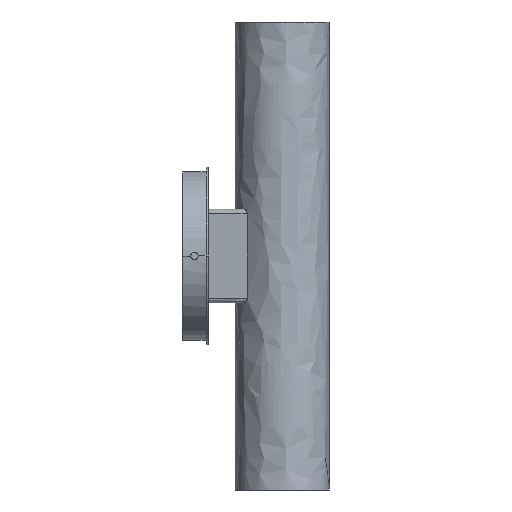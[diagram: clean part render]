
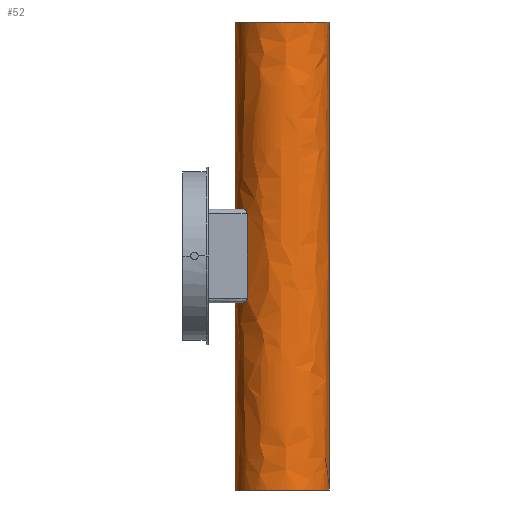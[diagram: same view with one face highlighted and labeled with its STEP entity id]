
A CAD part, left-side view. The second image highlights one B-rep face of the part: STEP entity #52.
In plain terms, the highlighted free-form (B-spline) face has degree [1, 2] with [2, 5] control points.
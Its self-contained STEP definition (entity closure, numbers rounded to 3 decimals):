
#52=ADVANCED_FACE('',(#77),#415,.T.);
#77=FACE_OUTER_BOUND('',#106,.T.);
#106=EDGE_LOOP('',(#219,#220,#221,#222,#223,#224,#225,#226,#227,#228));
#219=ORIENTED_EDGE('',*,*,#289,.T.);
#220=ORIENTED_EDGE('',*,*,#288,.F.);
#221=ORIENTED_EDGE('',*,*,#286,.T.);
#222=ORIENTED_EDGE('',*,*,#287,.T.);
#223=ORIENTED_EDGE('',*,*,#284,.T.);
#224=ORIENTED_EDGE('',*,*,#269,.F.);
#225=ORIENTED_EDGE('',*,*,#271,.F.);
#226=ORIENTED_EDGE('',*,*,#272,.F.);
#227=ORIENTED_EDGE('',*,*,#273,.F.);
#228=ORIENTED_EDGE('',*,*,#270,.F.);
#269=EDGE_CURVE('',#375,#373,#340,.T.);
#270=EDGE_CURVE('',#380,#378,#341,.T.);
#271=EDGE_CURVE('',#376,#375,#304,.T.);
#272=EDGE_CURVE('',#377,#376,#342,.T.);
#273=EDGE_CURVE('',#378,#377,#305,.T.);
#284=EDGE_CURVE('',#386,#373,#311,.T.);
#286=EDGE_CURVE('',#390,#385,#312,.T.);
#287=EDGE_CURVE('',#385,#386,#349,.T.);
#288=EDGE_CURVE('',#390,#389,#350,.T.);
#289=EDGE_CURVE('',#380,#389,#313,.T.);
#304=B_SPLINE_CURVE_WITH_KNOTS('',3,(#945,#946,#947,#948,#949,#950,#951,
#952,#953,#954,#955,#956,#957,#958,#959,#960,#961,#962,#963,#964,#965,#966),
 .UNSPECIFIED.,.F.,.F.,(4,2,2,2,2,2,2,2,2,2,4),(0.,0.351,0.703,
1.031,1.358,2.016,2.708,3.376,
4.029,4.683,5.351),.UNSPECIFIED.);
#305=B_SPLINE_CURVE_WITH_KNOTS('',3,(#970,#971,#972,#973,#974,#975,#976,
#977,#978,#979,#980,#981,#982,#983,#984,#985,#986,#987,#988,#989),
 .UNSPECIFIED.,.F.,.F.,(4,2,2,2,2,2,2,2,2,4),(0.,0.661,1.322,
1.983,2.644,3.319,3.994,4.674,
5.013,5.353),.UNSPECIFIED.);
#311=B_SPLINE_CURVE_WITH_KNOTS('',1,(#1061,#1062),.UNSPECIFIED.,.F.,.F.,
(2,2),(0.,120.),.UNSPECIFIED.);
#312=B_SPLINE_CURVE_WITH_KNOTS('',1,(#1068,#1069),.UNSPECIFIED.,.F.,.F.,
(2,2),(-300.,0.),.UNSPECIFIED.);
#313=B_SPLINE_CURVE_WITH_KNOTS('',1,(#1080,#1081),.UNSPECIFIED.,.F.,.F.,
(2,2),(180.,300.),.UNSPECIFIED.);
#340=(
BOUNDED_CURVE()
B_SPLINE_CURVE(2,(#939,#940,#941),.UNSPECIFIED.,.F.,.F.)
B_SPLINE_CURVE_WITH_KNOTS((3,3),(76.658,94.719),
 .UNSPECIFIED.)
CURVE()
GEOMETRIC_REPRESENTATION_ITEM()
RATIONAL_B_SPLINE_CURVE((1.,0.955,1.))
REPRESENTATION_ITEM('')
);
#341=(
BOUNDED_CURVE()
B_SPLINE_CURVE(2,(#942,#943,#944),.UNSPECIFIED.,.F.,.F.)
B_SPLINE_CURVE_WITH_KNOTS((3,3),(-94.719,-76.658),
 .UNSPECIFIED.)
CURVE()
GEOMETRIC_REPRESENTATION_ITEM()
RATIONAL_B_SPLINE_CURVE((1.,0.955,1.))
REPRESENTATION_ITEM('')
);
#342=(
BOUNDED_CURVE()
B_SPLINE_CURVE(2,(#967,#968,#969),.UNSPECIFIED.,.F.,.F.)
B_SPLINE_CURVE_WITH_KNOTS((3,3),(75.425,129.425),
 .UNSPECIFIED.)
CURVE()
GEOMETRIC_REPRESENTATION_ITEM()
RATIONAL_B_SPLINE_CURVE((1.,1.,1.))
REPRESENTATION_ITEM('')
);
#349=(
BOUNDED_CURVE()
B_SPLINE_CURVE(2,(#1070,#1071,#1072,#1073,#1074),.UNSPECIFIED.,.F.,.F.)
B_SPLINE_CURVE_WITH_KNOTS((3,2,3),(0.,47.36,94.719),
 .UNSPECIFIED.)
CURVE()
GEOMETRIC_REPRESENTATION_ITEM()
RATIONAL_B_SPLINE_CURVE((1.,0.707,1.,0.707,1.))
REPRESENTATION_ITEM('')
);
#350=(
BOUNDED_CURVE()
B_SPLINE_CURVE(2,(#1075,#1076,#1077,#1078,#1079),.UNSPECIFIED.,.F.,.F.)
B_SPLINE_CURVE_WITH_KNOTS((3,2,3),(0.,47.36,94.719),
 .UNSPECIFIED.)
CURVE()
GEOMETRIC_REPRESENTATION_ITEM()
RATIONAL_B_SPLINE_CURVE((1.,0.707,1.,0.707,1.))
REPRESENTATION_ITEM('')
);
#373=VERTEX_POINT('',#681);
#375=VERTEX_POINT('',#683);
#376=VERTEX_POINT('',#684);
#377=VERTEX_POINT('',#685);
#378=VERTEX_POINT('',#686);
#380=VERTEX_POINT('',#688);
#385=VERTEX_POINT('',#693);
#386=VERTEX_POINT('',#694);
#389=VERTEX_POINT('',#697);
#390=VERTEX_POINT('',#698);
#415=(
BOUNDED_SURFACE()
B_SPLINE_SURFACE(1,2,((#649,#650,#651,#652,#653),(#654,#655,#656,#657,#658)),
 .UNSPECIFIED.,.F.,.F.,.F.)
B_SPLINE_SURFACE_WITH_KNOTS((2,2),(3,2,3),(0.,300.),(-94.719,
-47.36,0.),.UNSPECIFIED.)
GEOMETRIC_REPRESENTATION_ITEM()
RATIONAL_B_SPLINE_SURFACE(((1.,0.707,1.,0.707,1.),
(1.,0.707,1.,0.707,1.)))
REPRESENTATION_ITEM('')
SURFACE()
);
#649=CARTESIAN_POINT('',(0.,30.091,300.));
#650=CARTESIAN_POINT('',(-30.15,30.091,300.));
#651=CARTESIAN_POINT('',(-30.15,-0.059,300.));
#652=CARTESIAN_POINT('',(-30.15,-30.209,300.));
#653=CARTESIAN_POINT('',(0.,-30.209,300.));
#654=CARTESIAN_POINT('',(0.,30.091,0.));
#655=CARTESIAN_POINT('',(-30.15,30.091,0.));
#656=CARTESIAN_POINT('',(-30.15,-0.059,0.));
#657=CARTESIAN_POINT('',(-30.15,-30.209,0.));
#658=CARTESIAN_POINT('',(0.,-30.209,0.));
#681=CARTESIAN_POINT('',(0.,30.091,180.));
#683=CARTESIAN_POINT('',(-17.,24.841,180.));
#684=CARTESIAN_POINT('',(-20.,22.503,177.));
#685=CARTESIAN_POINT('',(-20.,22.503,123.));
#686=CARTESIAN_POINT('',(-17.,24.841,120.));
#688=CARTESIAN_POINT('',(0.,30.091,120.));
#693=CARTESIAN_POINT('',(0.,-30.209,300.));
#694=CARTESIAN_POINT('',(0.,30.091,300.));
#697=CARTESIAN_POINT('',(0.,30.091,0.));
#698=CARTESIAN_POINT('',(0.,-30.209,0.));
#939=CARTESIAN_POINT('',(-17.,24.841,180.));
#940=CARTESIAN_POINT('',(-9.311,30.091,180.));
#941=CARTESIAN_POINT('',(0.,30.091,180.));
#942=CARTESIAN_POINT('',(0.,30.091,120.));
#943=CARTESIAN_POINT('',(-9.311,30.091,120.));
#944=CARTESIAN_POINT('',(-17.,24.841,120.));
#945=CARTESIAN_POINT('',(-20.,22.503,177.));
#946=CARTESIAN_POINT('',(-20.,22.503,177.117));
#947=CARTESIAN_POINT('',(-19.993,22.509,177.234));
#948=CARTESIAN_POINT('',(-19.966,22.533,177.465));
#949=CARTESIAN_POINT('',(-19.946,22.551,177.579));
#950=CARTESIAN_POINT('',(-19.895,22.595,177.795));
#951=CARTESIAN_POINT('',(-19.865,22.622,177.897));
#952=CARTESIAN_POINT('',(-19.795,22.683,178.095));
#953=CARTESIAN_POINT('',(-19.756,22.717,178.191));
#954=CARTESIAN_POINT('',(-19.624,22.831,178.469));
#955=CARTESIAN_POINT('',(-19.519,22.92,178.641));
#956=CARTESIAN_POINT('',(-19.279,23.123,178.962));
#957=CARTESIAN_POINT('',(-19.141,23.236,179.11));
#958=CARTESIAN_POINT('',(-18.852,23.471,179.368));
#959=CARTESIAN_POINT('',(-18.7,23.592,179.479));
#960=CARTESIAN_POINT('',(-18.387,23.836,179.666));
#961=CARTESIAN_POINT('',(-18.225,23.96,179.744));
#962=CARTESIAN_POINT('',(-17.891,24.21,179.87));
#963=CARTESIAN_POINT('',(-17.72,24.335,179.918));
#964=CARTESIAN_POINT('',(-17.366,24.588,179.983));
#965=CARTESIAN_POINT('',(-17.184,24.716,180.));
#966=CARTESIAN_POINT('',(-17.,24.841,180.));
#967=CARTESIAN_POINT('',(-20.,22.503,123.));
#968=CARTESIAN_POINT('',(-20.,22.503,150.));
#969=CARTESIAN_POINT('',(-20.,22.503,177.));
#970=CARTESIAN_POINT('',(-17.,24.841,120.));
#971=CARTESIAN_POINT('',(-17.182,24.717,120.));
#972=CARTESIAN_POINT('',(-17.362,24.591,120.016));
#973=CARTESIAN_POINT('',(-17.716,24.338,120.081));
#974=CARTESIAN_POINT('',(-17.89,24.211,120.129));
#975=CARTESIAN_POINT('',(-18.227,23.959,120.256));
#976=CARTESIAN_POINT('',(-18.391,23.833,120.335));
#977=CARTESIAN_POINT('',(-18.704,23.589,120.524));
#978=CARTESIAN_POINT('',(-18.854,23.469,120.634));
#979=CARTESIAN_POINT('',(-19.138,23.239,120.887));
#980=CARTESIAN_POINT('',(-19.272,23.128,121.031));
#981=CARTESIAN_POINT('',(-19.514,22.925,121.35));
#982=CARTESIAN_POINT('',(-19.622,22.833,121.526));
#983=CARTESIAN_POINT('',(-19.803,22.676,121.909));
#984=CARTESIAN_POINT('',(-19.875,22.613,122.115));
#985=CARTESIAN_POINT('',(-19.949,22.547,122.44));
#986=CARTESIAN_POINT('',(-19.968,22.531,122.55));
#987=CARTESIAN_POINT('',(-19.994,22.508,122.774));
#988=CARTESIAN_POINT('',(-20.,22.503,122.887));
#989=CARTESIAN_POINT('',(-20.,22.503,123.));
#1061=CARTESIAN_POINT('',(0.,30.091,300.));
#1062=CARTESIAN_POINT('',(0.,30.091,180.));
#1068=CARTESIAN_POINT('',(0.,-30.209,0.));
#1069=CARTESIAN_POINT('',(0.,-30.209,300.));
#1070=CARTESIAN_POINT('',(0.,-30.209,300.));
#1071=CARTESIAN_POINT('',(-30.15,-30.209,300.));
#1072=CARTESIAN_POINT('',(-30.15,-0.059,300.));
#1073=CARTESIAN_POINT('',(-30.15,30.091,300.));
#1074=CARTESIAN_POINT('',(0.,30.091,300.));
#1075=CARTESIAN_POINT('',(0.,-30.209,0.));
#1076=CARTESIAN_POINT('',(-30.15,-30.209,0.));
#1077=CARTESIAN_POINT('',(-30.15,-0.059,0.));
#1078=CARTESIAN_POINT('',(-30.15,30.091,0.));
#1079=CARTESIAN_POINT('',(0.,30.091,0.));
#1080=CARTESIAN_POINT('',(0.,30.091,120.));
#1081=CARTESIAN_POINT('',(0.,30.091,0.));
